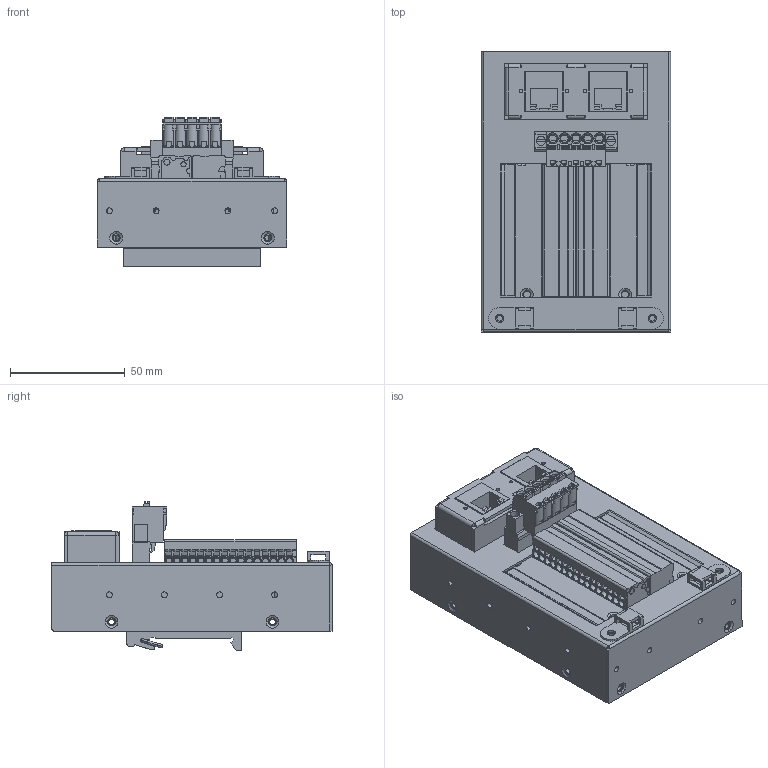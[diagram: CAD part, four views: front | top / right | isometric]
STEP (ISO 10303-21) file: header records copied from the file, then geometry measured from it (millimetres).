
FILE_DESCRIPTION (( 'STEP AP203' ), '1' );
FILE_NAME ('EC2-TC16.STEP', '2024-09-13T05:55:22', ( 'AUTOCAD' ), ( '' ), 'SwSTEP 2.0', 'SolidWorks 2020', '' );
FILE_SCHEMA (( 'CONFIG_CONTROL_DESIGN' ));
Length unit declared in the file: millimetre
Products named in the file (24): 2x25_2.54mm_L6.7_Pin Header; MC201-50805-F1_ME060 ; 2DSD009_RV3-16RB-B; EC2-TC16_PCB; EC2_CN-1826_003; DIN-RAIL_AE_60mm_20201020; EC2-TC16_002; KSS HC-0; EC2-TC16_001; 0177-3116; 2ESDSRM-05P; EC2_CN-1826_004; EC2-TC16; EC2-TC16_UP PCB; EC2-TC16_01PCB; 2x25_2.54mm_H8.5_Female Header; M3x15.6L FM; 2LAD006-2A4_H239GGGGD; ME060-50805; DIN-RAIL_AE_SS_44mm; DIN-RAIL_AE_60mm; 2DJ052_RV1-1200NY1A
Assembly tree (31 placements, depth 5):
  EC2-TC16
    EC2-TC16_PCB
      EC2-TC16_01PCB
        EC2-TC16_PCB
        2LAD006-2A4_H239GGGGD  x2
        2DSD009_RV3-16RB-B  x2
      EC2-TC16_UP PCB
        EC2-TC16_UP PCB
        MC201-50805-F1_ME060 
          ME060-50805
        2x25_2.54mm_H8.5_Female Header
        2x25_2.54mm_L6.7_Pin Header
        2DJ052_RV1-1200NY1A  x2
        EC2_CN-1826_003
        0177-3116  x2
        EC2_CN-1826_004
        2ESDSRM-05P
      M3x15.6L FM  x4
    EC2-TC16_001
    EC2-TC16_002
    KSS HC-0  x2
    DIN-RAIL_AE_60mm_20201020
      DIN-RAIL_AE_60mm
      DIN-RAIL_AE_SS_44mm
Bounding box: 82.4 x 122 x 64.88 mm (x, y, z)
Volume: 121723.2 mm3; surface area: 148587.4 mm2
Topology: 26 solids, 26 shells, 5430 faces, 13546 edges, 8602 vertices
Faces by surface type: plane 4029, cylinder 1004, bspline 160, cone 143, torus 92, sphere 2
Entity records: 130290 total; most frequent: CARTESIAN_POINT 26695, ORIENTED_EDGE 21010, DIRECTION 19962, EDGE_CURVE 10505, VECTOR 8586, LINE 8586, VERTEX_POINT 6693, AXIS2_PLACEMENT_3D 5688
